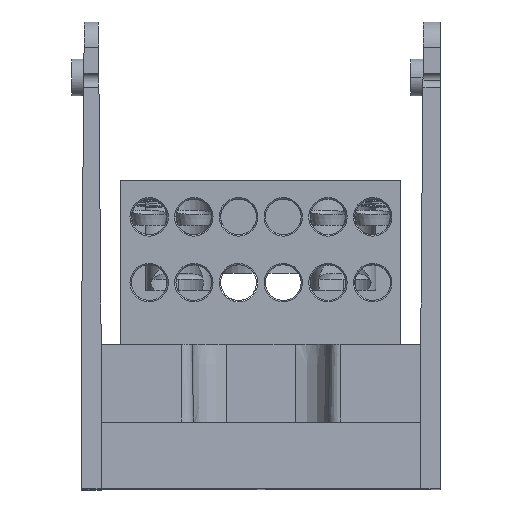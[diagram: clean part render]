
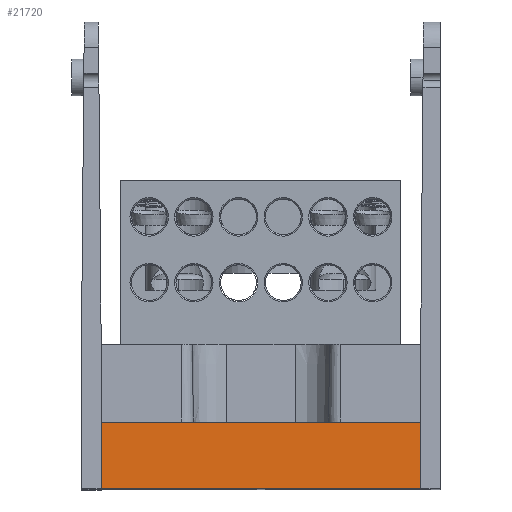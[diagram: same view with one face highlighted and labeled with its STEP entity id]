
A CAD part, top view. The second image highlights one B-rep face of the part: STEP entity #21720.
In plain terms, the highlighted planar face has unit normal (0, -0.035, -0.999).
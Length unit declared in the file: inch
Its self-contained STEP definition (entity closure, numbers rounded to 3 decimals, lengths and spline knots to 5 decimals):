
#771 = VERTEX_POINT ( 'NONE', #25531 ) ;
#1580 = EDGE_CURVE ( 'NONE', #8649, #17308, #30308, .T. ) ;
#1598 = CARTESIAN_POINT ( 'NONE',  ( -1.215, 0., 2.75 ) ) ;
#1690 = DIRECTION ( 'NONE',  ( -1., 0., 0. ) ) ;
#3543 = ORIENTED_EDGE ( 'NONE', *, *, #13425, .F. ) ;
#4832 = ORIENTED_EDGE ( 'NONE', *, *, #11163, .F. ) ;
#4885 = CARTESIAN_POINT ( 'NONE',  ( -1.215, 0.5, 2.73254 ) ) ;
#5317 = CARTESIAN_POINT ( 'NONE',  ( -1.215, 0., 2.75 ) ) ;
#7227 = LINE ( 'NONE', #12263, #7752 ) ;
#7423 = DIRECTION ( 'NONE',  ( -1., 0., 0. ) ) ;
#7752 = VECTOR ( 'NONE', #12080, 39.37008 ) ;
#8214 = LINE ( 'NONE', #4885, #9830 ) ;
#8649 = VERTEX_POINT ( 'NONE', #14498 ) ;
#9830 = VECTOR ( 'NONE', #7423, 39.37008 ) ;
#10518 = DIRECTION ( 'NONE',  ( 0., 0.999, -0.035 ) ) ;
#11163 = EDGE_CURVE ( 'NONE', #21420, #17308, #7227, .T. ) ;
#12080 = DIRECTION ( 'NONE',  ( 0., -0.999, 0.035 ) ) ;
#12263 = CARTESIAN_POINT ( 'NONE',  ( -1.215, 0.5, 2.73254 ) ) ;
#13425 = EDGE_CURVE ( 'NONE', #8649, #771, #15309, .T. ) ;
#13640 = FACE_OUTER_BOUND ( 'NONE', #15019, .T. ) ;
#13721 = ORIENTED_EDGE ( 'NONE', *, *, #29509, .F. ) ;
#14498 = CARTESIAN_POINT ( 'NONE',  ( 1.215, 0., 2.75 ) ) ;
#15019 = EDGE_LOOP ( 'NONE', ( #4832, #13721, #3543, #29291 ) ) ;
#15309 = LINE ( 'NONE', #19014, #20650 ) ;
#15933 = AXIS2_PLACEMENT_3D ( 'NONE', #31852, #31778, #31746 ) ;
#16609 = PLANE ( 'NONE',  #15933 ) ;
#17308 = VERTEX_POINT ( 'NONE', #5317 ) ;
#19014 = CARTESIAN_POINT ( 'NONE',  ( 1.215, 0., 2.75 ) ) ;
#19158 = CARTESIAN_POINT ( 'NONE',  ( -1.215, 0.5, 2.73254 ) ) ;
#20650 = VECTOR ( 'NONE', #10518, 39.37008 ) ;
#21420 = VERTEX_POINT ( 'NONE', #19158 ) ;
#21720 = ADVANCED_FACE ( 'NONE', ( #13640 ), #16609, .F. ) ;
#25270 = VECTOR ( 'NONE', #1690, 39.37008 ) ;
#25531 = CARTESIAN_POINT ( 'NONE',  ( 1.215, 0.5, 2.73254 ) ) ;
#29291 = ORIENTED_EDGE ( 'NONE', *, *, #1580, .T. ) ;
#29509 = EDGE_CURVE ( 'NONE', #771, #21420, #8214, .T. ) ;
#30308 = LINE ( 'NONE', #1598, #25270 ) ;
#31746 = DIRECTION ( 'NONE',  ( 0., -0.999, 0.035 ) ) ;
#31778 = DIRECTION ( 'NONE',  ( 0., 0.035, 0.999 ) ) ;
#31852 = CARTESIAN_POINT ( 'NONE',  ( -1.215, 0., 2.75 ) ) ;
